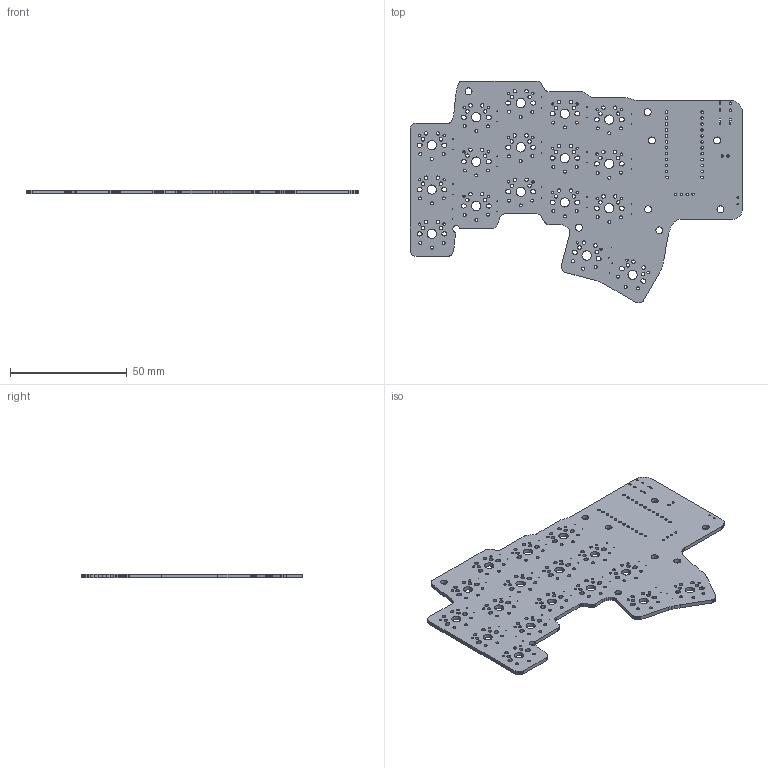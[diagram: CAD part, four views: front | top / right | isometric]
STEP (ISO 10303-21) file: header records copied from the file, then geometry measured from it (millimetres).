
FILE_DESCRIPTION(('KiCad electronic assembly'),'2;1');
FILE_NAME('dilemma.step','2022-05-26T20:17:04',('Pcbnew'),('Kicad'), 'Open CASCADE STEP processor 7.6','KiCad to STEP converter','Unknown' );
FILE_SCHEMA(('AUTOMOTIVE_DESIGN { 1 0 10303 214 1 1 1 1 }'));
Length unit declared in the file: millimetre
Products named in the file (2): dilemma 1; dilemma PCB
Assembly tree (1 placements, depth 2):
  dilemma 1
    dilemma PCB
Bounding box: 142.26 x 95.12 x 1.6 mm (x, y, z)
Volume: 13446.5 mm3; surface area: 19635.2 mm2
Topology: 1 solids, 1 shells, 586 faces, 1752 edges, 1168 vertices
Faces by surface type: cylinder 363, plane 223
Full cylindrical faces by diameter (mm): 0.3 x34, 0.72 x2, 0.991 x34, 1 x6, 1.092 x24, 1.27 x51, 1.499 x68, 3 x8, 3.988 x17
Entity records: 46011 total; most frequent: CARTESIAN_POINT 11516, DIRECTION 6284, LINE 3656, VECTOR 3656, ORIENTED_EDGE 3504, PCURVE 3504, DEFINITIONAL_REPRESENTATION 3504, EDGE_CURVE 1752
